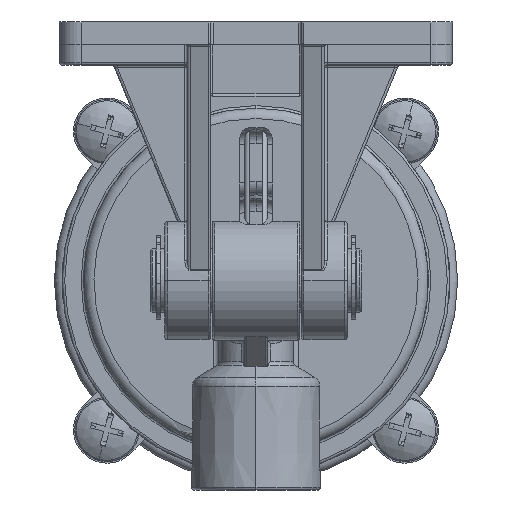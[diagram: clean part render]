
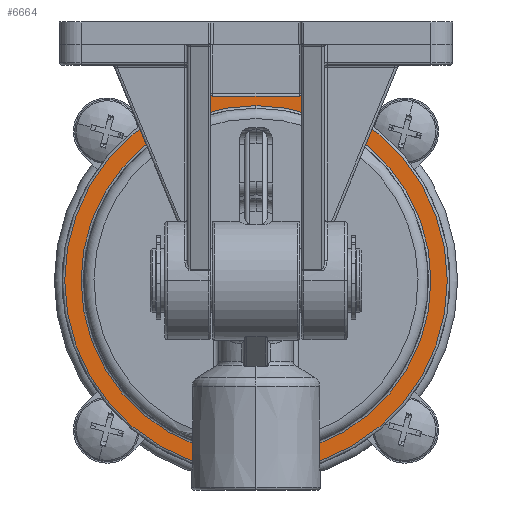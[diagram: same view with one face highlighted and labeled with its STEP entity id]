
A CAD part, left-side view. The second image highlights one B-rep face of the part: STEP entity #6664.
In plain terms, the highlighted planar face has unit normal (-1, 0, 0).
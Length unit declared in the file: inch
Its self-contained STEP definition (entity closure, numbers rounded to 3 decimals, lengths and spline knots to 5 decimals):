
#26 = ORIENTED_EDGE ( 'NONE', *, *, #13747, .T. ) ;
#39 = ORIENTED_EDGE ( 'NONE', *, *, #10640, .T. ) ;
#98 = EDGE_LOOP ( 'NONE', ( #12639, #26 ) ) ;
#1632 = CIRCLE ( 'NONE', #10805, 1.015 ) ;
#1645 = DIRECTION ( 'NONE',  ( 1., 0., 0. ) ) ;
#2444 = CARTESIAN_POINT ( 'NONE',  ( -1.1875, 0., 1.015 ) ) ;
#2921 = DIRECTION ( 'NONE',  ( 1., 0., 0. ) ) ;
#2953 = CARTESIAN_POINT ( 'NONE',  ( -1.1875, 0., 0. ) ) ;
#3235 = EDGE_CURVE ( 'NONE', #9276, #5844, #14476, .T. ) ;
#4190 = PLANE ( 'NONE',  #4531 ) ;
#4350 = DIRECTION ( 'NONE',  ( 0., 0., -1. ) ) ;
#4415 = CARTESIAN_POINT ( 'NONE',  ( -1.1875, 0., 0. ) ) ;
#4531 = AXIS2_PLACEMENT_3D ( 'NONE', #10243, #1645, #15296 ) ;
#4796 = CIRCLE ( 'NONE', #6888, 1.015 ) ;
#5184 = FACE_BOUND ( 'NONE', #8228, .T. ) ;
#5542 = DIRECTION ( 'NONE',  ( 0., 0., -1. ) ) ;
#5844 = VERTEX_POINT ( 'NONE', #14195 ) ;
#6664 = ADVANCED_FACE ( 'NONE', ( #11551, #5184 ), #4190, .F. ) ;
#6728 = DIRECTION ( 'NONE',  ( -1., 0., 0. ) ) ;
#6769 = DIRECTION ( 'NONE',  ( -1., 0., 0. ) ) ;
#6888 = AXIS2_PLACEMENT_3D ( 'NONE', #4415, #2921, #11594 ) ;
#7048 = EDGE_CURVE ( 'NONE', #13002, #12484, #4796, .T. ) ;
#7191 = AXIS2_PLACEMENT_3D ( 'NONE', #2953, #6728, #14064 ) ;
#8017 = CARTESIAN_POINT ( 'NONE',  ( -1.1875, 0., 0. ) ) ;
#8228 = EDGE_LOOP ( 'NONE', ( #13482, #39 ) ) ;
#9276 = VERTEX_POINT ( 'NONE', #10308 ) ;
#9408 = DIRECTION ( 'NONE',  ( 1., 0., 0. ) ) ;
#10243 = CARTESIAN_POINT ( 'NONE',  ( -1.1875, -1.125, 0. ) ) ;
#10308 = CARTESIAN_POINT ( 'NONE',  ( -1.1875, 0., -1.11 ) ) ;
#10621 = CARTESIAN_POINT ( 'NONE',  ( -1.1875, 0., 0. ) ) ;
#10640 = EDGE_CURVE ( 'NONE', #12484, #13002, #1632, .T. ) ;
#10805 = AXIS2_PLACEMENT_3D ( 'NONE', #8017, #9408, #4350 ) ;
#10886 = AXIS2_PLACEMENT_3D ( 'NONE', #10621, #6769, #5542 ) ;
#11551 = FACE_OUTER_BOUND ( 'NONE', #98, .T. ) ;
#11594 = DIRECTION ( 'NONE',  ( 0., 0., -1. ) ) ;
#12484 = VERTEX_POINT ( 'NONE', #2444 ) ;
#12639 = ORIENTED_EDGE ( 'NONE', *, *, #3235, .T. ) ;
#13002 = VERTEX_POINT ( 'NONE', #14000 ) ;
#13482 = ORIENTED_EDGE ( 'NONE', *, *, #7048, .T. ) ;
#13747 = EDGE_CURVE ( 'NONE', #5844, #9276, #14497, .T. ) ;
#14000 = CARTESIAN_POINT ( 'NONE',  ( -1.1875, 0., -1.015 ) ) ;
#14064 = DIRECTION ( 'NONE',  ( 0., 0., -1. ) ) ;
#14195 = CARTESIAN_POINT ( 'NONE',  ( -1.1875, 0., 1.11 ) ) ;
#14476 = CIRCLE ( 'NONE', #7191, 1.11 ) ;
#14497 = CIRCLE ( 'NONE', #10886, 1.11 ) ;
#15296 = DIRECTION ( 'NONE',  ( 0., 0., -1. ) ) ;
